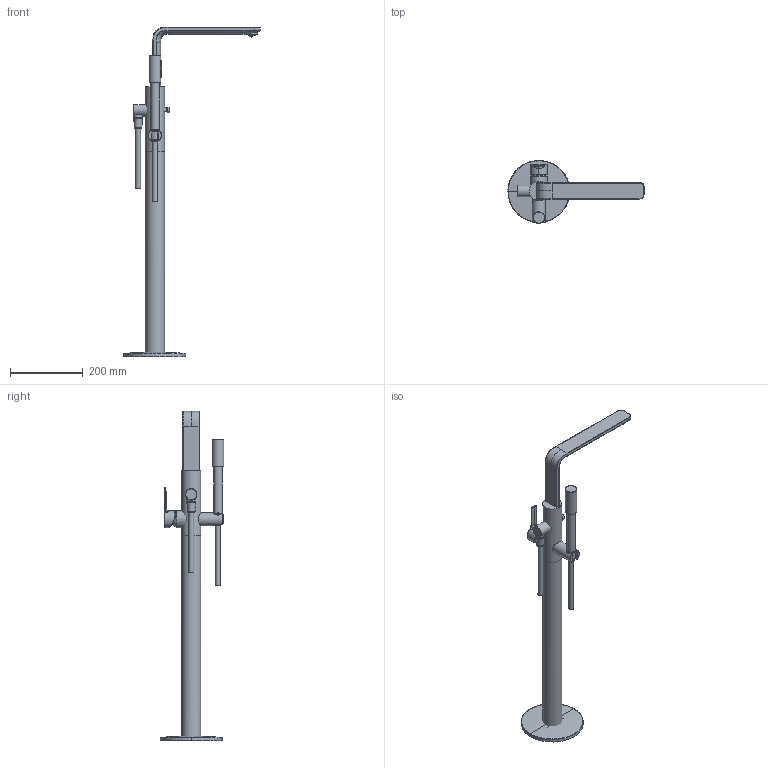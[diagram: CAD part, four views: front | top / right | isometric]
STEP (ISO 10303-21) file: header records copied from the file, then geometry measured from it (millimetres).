
FILE_DESCRIPTION(/* description */ ('Unknown'),/* implementation_level */ '2;1');
FILE_NAME(/* name */ '23792001',/* time_stamp */ '2022-09-09T05:03:25+02:00',/* author */ ('Unknown'),/* organization */ ('GROHE AG'),/* preprocessor_version */ 'ST-DEVELOPER v16.7',/* originating_system */ 'DEX',/* authorisation */ $);
FILE_SCHEMA (('AUTOMOTIVE_DESIGN {1 0 10303 214 3 1 1}'));
Length unit declared in the file: millimetre
Products named in the file (9): 23792001; id67; 40.6001.000 - 40.6007.000 for customer; 50.9702.1_Standard; A429245xxxxxx_160607_Lineare New_Freestander_Spout and Rotation Disc_
28; Body02; extrude#; FACE2
Assembly tree (8 placements, depth 2):
  23792001
    23792001
    id67
    40.6001.000 - 40.6007.000 for customer
    50.9702.1_Standard
    A429245xxxxxx_160607_Lineare New_Freestander_Spout and Rotation Disc_
28
    Body02
    extrude#
    FACE2
Bounding box: 374.03 x 174.5 x 905.47 mm (x, y, z)
Volume: 169460.2 mm3; surface area: 297819.3 mm2
Topology: 3 solids, 58 shells, 214 faces, 579 edges, 382 vertices
Faces by surface type: bspline 91, cylinder 55, plane 39, torus 18, cone 8, sphere 3
Full cylindrical faces by diameter (mm): 2.5 x12, 11.2 x1, 14 x2, 15 x3, 19.9 x2, 22.6 x2, 23 x1, 23.6 x1, 24 x1, 31.95 x1, 32 x1, 36 x1, 45.95 x1, 53 x2
Entity records: 19752 total; most frequent: CARTESIAN_POINT 15161, ORIENTED_EDGE 741, DIRECTION 515, EDGE_CURVE 469, VERTEX_POINT 365, B_SPLINE_CURVE_WITH_KNOTS 320, EDGE_LOOP 310, FACE_BOUND 310
